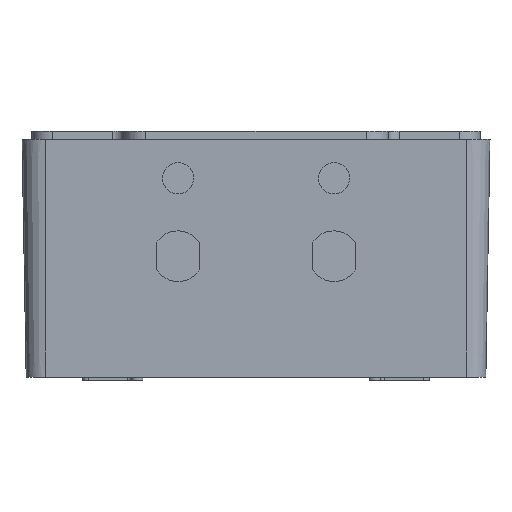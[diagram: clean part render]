
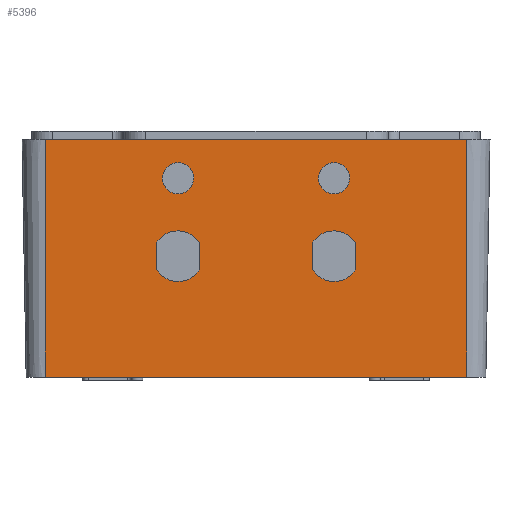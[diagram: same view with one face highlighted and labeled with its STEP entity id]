
A CAD part, front view. The second image highlights one B-rep face of the part: STEP entity #5396.
In plain terms, the highlighted planar face has unit normal (0, -1, -0.018).
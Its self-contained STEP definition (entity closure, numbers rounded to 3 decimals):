
#3684 = VERTEX_POINT('',#3685);
#3685 = CARTESIAN_POINT('',(-3.5,-70.416,4.486));
#3691 = EDGE_CURVE('',#3684,#3692,#3694,.T.);
#3692 = VERTEX_POINT('',#3693);
#3693 = CARTESIAN_POINT('',(7.5,-70.416,4.486));
#3694 = ELLIPSE('',#3695,6.501,6.5);
#3695 = AXIS2_PLACEMENT_3D('',#3696,#3697,#3698);
#3696 = CARTESIAN_POINT('',(2.,-70.476,7.95));
#3697 = DIRECTION('',(0.,-1.,
    -0.017));
#3698 = DIRECTION('',(0.,0.017,
    -1.));
#3716 = VERTEX_POINT('',#3717);
#3717 = CARTESIAN_POINT('',(-3.5,-70.537,11.414));
#3723 = EDGE_CURVE('',#3684,#3716,#3724,.T.);
#3724 = LINE('',#3725,#3726);
#3725 = CARTESIAN_POINT('',(-3.5,-70.759,24.154));
#3726 = VECTOR('',#3727,1.);
#3727 = DIRECTION('',(0.,-0.017,
    1.));
#3740 = EDGE_CURVE('',#3741,#3692,#3743,.T.);
#3741 = VERTEX_POINT('',#3742);
#3742 = CARTESIAN_POINT('',(7.5,-70.537,11.414));
#3743 = LINE('',#3744,#3745);
#3744 = CARTESIAN_POINT('',(7.5,-70.699,20.691));
#3745 = VECTOR('',#3746,1.);
#3746 = DIRECTION('',(0.,0.017,
    -1.));
#3764 = EDGE_CURVE('',#3741,#3716,#3765,.T.);
#3765 = ELLIPSE('',#3766,6.501,6.5);
#3766 = AXIS2_PLACEMENT_3D('',#3767,#3768,#3769);
#3767 = CARTESIAN_POINT('',(2.,-70.476,7.95));
#3768 = DIRECTION('',(0.,-1.,
    -0.017));
#3769 = DIRECTION('',(0.,0.017,
    -1.));
#3782 = VERTEX_POINT('',#3783);
#3783 = CARTESIAN_POINT('',(6.,-70.825,27.95));
#3789 = EDGE_CURVE('',#3782,#3782,#3790,.T.);
#3790 = ELLIPSE('',#3791,4.001,4.);
#3791 = AXIS2_PLACEMENT_3D('',#3792,#3793,#3794);
#3792 = CARTESIAN_POINT('',(2.,-70.825,27.95));
#3793 = DIRECTION('',(0.,-1.,
    -0.017));
#3794 = DIRECTION('',(0.,0.017,
    -1.));
#3807 = VERTEX_POINT('',#3808);
#3808 = CARTESIAN_POINT('',(-34.,-70.825,27.95));
#3814 = EDGE_CURVE('',#3807,#3807,#3815,.T.);
#3815 = ELLIPSE('',#3816,4.001,4.);
#3816 = AXIS2_PLACEMENT_3D('',#3817,#3818,#3819);
#3817 = CARTESIAN_POINT('',(-38.,-70.825,27.95));
#3818 = DIRECTION('',(0.,-1.,
    -0.017));
#3819 = DIRECTION('',(0.,0.017,
    -1.));
#3832 = VERTEX_POINT('',#3833);
#3833 = CARTESIAN_POINT('',(-43.5,-70.416,4.486));
#3839 = EDGE_CURVE('',#3832,#3840,#3842,.T.);
#3840 = VERTEX_POINT('',#3841);
#3841 = CARTESIAN_POINT('',(-32.5,-70.416,4.486));
#3842 = ELLIPSE('',#3843,6.501,6.5);
#3843 = AXIS2_PLACEMENT_3D('',#3844,#3845,#3846);
#3844 = CARTESIAN_POINT('',(-38.,-70.476,7.95));
#3845 = DIRECTION('',(0.,-1.,
    -0.017));
#3846 = DIRECTION('',(0.,0.017,
    -1.));
#3864 = EDGE_CURVE('',#3865,#3840,#3867,.T.);
#3865 = VERTEX_POINT('',#3866);
#3866 = CARTESIAN_POINT('',(-32.5,-70.537,11.414));
#3867 = LINE('',#3868,#3869);
#3868 = CARTESIAN_POINT('',(-32.5,-70.699,20.691));
#3869 = VECTOR('',#3870,1.);
#3870 = DIRECTION('',(0.,0.017,
    -1.));
#3888 = EDGE_CURVE('',#3865,#3889,#3891,.T.);
#3889 = VERTEX_POINT('',#3890);
#3890 = CARTESIAN_POINT('',(-43.5,-70.537,11.414));
#3891 = ELLIPSE('',#3892,6.501,6.5);
#3892 = AXIS2_PLACEMENT_3D('',#3893,#3894,#3895);
#3893 = CARTESIAN_POINT('',(-38.,-70.476,7.95));
#3894 = DIRECTION('',(0.,-1.,
    -0.017));
#3895 = DIRECTION('',(0.,0.017,
    -1.));
#3913 = EDGE_CURVE('',#3832,#3889,#3914,.T.);
#3914 = LINE('',#3915,#3916);
#3915 = CARTESIAN_POINT('',(-43.5,-70.759,24.154));
#3916 = VECTOR('',#3917,1.);
#3917 = DIRECTION('',(0.,-0.017,
    1.));
#4732 = EDGE_CURVE('',#4733,#4735,#4737,.T.);
#4733 = VERTEX_POINT('',#4734);
#4734 = CARTESIAN_POINT('',(-72.,-71.,37.95));
#4735 = VERTEX_POINT('',#4736);
#4736 = CARTESIAN_POINT('',(36.,-71.,37.95));
#4737 = LINE('',#4738,#4739);
#4738 = CARTESIAN_POINT('',(-72.,-71.,37.95));
#4739 = VECTOR('',#4740,1.);
#4740 = DIRECTION('',(1.,0.,0.));
#4799 = EDGE_CURVE('',#4800,#4802,#4804,.T.);
#4800 = VERTEX_POINT('',#4801);
#4801 = CARTESIAN_POINT('',(-72.,-69.935,-23.05));
#4802 = VERTEX_POINT('',#4803);
#4803 = CARTESIAN_POINT('',(36.,-69.935,-23.05));
#4804 = LINE('',#4805,#4806);
#4805 = CARTESIAN_POINT('',(36.,-69.935,-23.05));
#4806 = VECTOR('',#4807,1.);
#4807 = DIRECTION('',(1.,0.,0.));
#5247 = EDGE_CURVE('',#4802,#4735,#5248,.T.);
#5248 = LINE('',#5249,#5250);
#5249 = CARTESIAN_POINT('',(36.,-71.,37.95));
#5250 = VECTOR('',#5251,1.);
#5251 = DIRECTION('',(0.,-0.017,
    1.));
#5396 = ADVANCED_FACE('',(#5397,#5408,#5414,#5417,#5420),#5426,.T.);
#5397 = FACE_BOUND('',#5398,.T.);
#5398 = EDGE_LOOP('',(#5399,#5400,#5406,#5407));
#5399 = ORIENTED_EDGE('',*,*,#4732,.F.);
#5400 = ORIENTED_EDGE('',*,*,#5401,.F.);
#5401 = EDGE_CURVE('',#4800,#4733,#5402,.T.);
#5402 = LINE('',#5403,#5404);
#5403 = CARTESIAN_POINT('',(-72.,-71.,37.95));
#5404 = VECTOR('',#5405,1.);
#5405 = DIRECTION('',(0.,-0.017,
    1.));
#5406 = ORIENTED_EDGE('',*,*,#4799,.T.);
#5407 = ORIENTED_EDGE('',*,*,#5247,.T.);
#5408 = FACE_BOUND('',#5409,.T.);
#5409 = EDGE_LOOP('',(#5410,#5411,#5412,#5413));
#5410 = ORIENTED_EDGE('',*,*,#3691,.F.);
#5411 = ORIENTED_EDGE('',*,*,#3723,.T.);
#5412 = ORIENTED_EDGE('',*,*,#3764,.F.);
#5413 = ORIENTED_EDGE('',*,*,#3740,.T.);
#5414 = FACE_BOUND('',#5415,.T.);
#5415 = EDGE_LOOP('',(#5416));
#5416 = ORIENTED_EDGE('',*,*,#3789,.F.);
#5417 = FACE_BOUND('',#5418,.T.);
#5418 = EDGE_LOOP('',(#5419));
#5419 = ORIENTED_EDGE('',*,*,#3814,.F.);
#5420 = FACE_BOUND('',#5421,.T.);
#5421 = EDGE_LOOP('',(#5422,#5423,#5424,#5425));
#5422 = ORIENTED_EDGE('',*,*,#3839,.F.);
#5423 = ORIENTED_EDGE('',*,*,#3913,.T.);
#5424 = ORIENTED_EDGE('',*,*,#3888,.F.);
#5425 = ORIENTED_EDGE('',*,*,#3864,.T.);
#5426 = PLANE('',#5427);
#5427 = AXIS2_PLACEMENT_3D('',#5428,#5429,#5430);
#5428 = CARTESIAN_POINT('',(-72.,-71.,37.95));
#5429 = DIRECTION('',(0.,-1.,
    -0.017));
#5430 = DIRECTION('',(0.,-0.017,
    1.));
